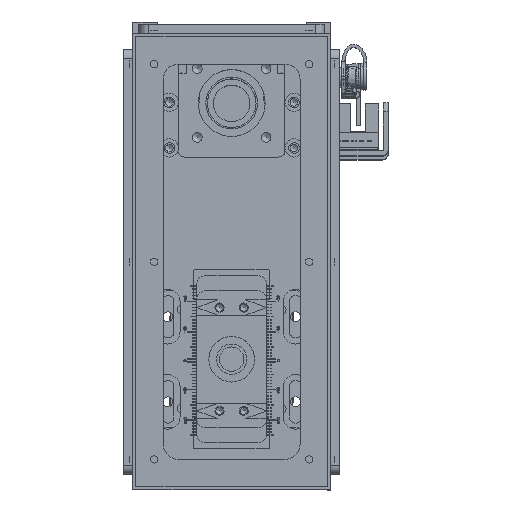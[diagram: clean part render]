
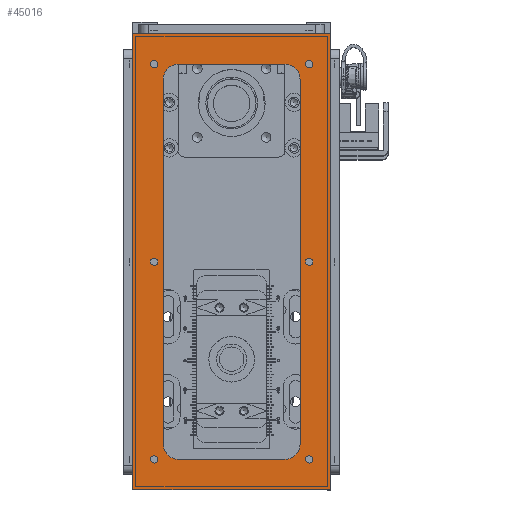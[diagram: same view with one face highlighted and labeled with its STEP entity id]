
A CAD part, top view. The second image highlights one B-rep face of the part: STEP entity #45016.
In plain terms, the highlighted planar face has unit normal (0, 0, 1).
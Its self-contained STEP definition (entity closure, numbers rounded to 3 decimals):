
#1519=FACE_BOUND('',#8698,.T.);
#1520=FACE_BOUND('',#8699,.T.);
#1521=FACE_BOUND('',#8700,.T.);
#1522=FACE_BOUND('',#8701,.T.);
#1523=FACE_BOUND('',#8702,.T.);
#1524=FACE_BOUND('',#8703,.T.);
#1525=FACE_BOUND('',#8704,.T.);
#3082=PLANE('',#48949);
#5929=FACE_OUTER_BOUND('',#8697,.T.);
#8697=EDGE_LOOP('',(#42493,#42494,#42495,#42496));
#8698=EDGE_LOOP('',(#42497));
#8699=EDGE_LOOP('',(#42498));
#8700=EDGE_LOOP('',(#42499));
#8701=EDGE_LOOP('',(#42500));
#8702=EDGE_LOOP('',(#42501));
#8703=EDGE_LOOP('',(#42502));
#8704=EDGE_LOOP('',(#42503,#42504,#42505,#42506,#42507,#42508,#42509,#42510));
#13392=LINE('',#75431,#18207);
#13398=LINE('',#75446,#18213);
#13402=LINE('',#75458,#18217);
#13405=LINE('',#75467,#18220);
#13514=LINE('',#75832,#18329);
#13518=LINE('',#75840,#18333);
#13521=LINE('',#75846,#18336);
#13524=LINE('',#75851,#18339);
#18207=VECTOR('',#60466,10.);
#18213=VECTOR('',#60480,10.);
#18217=VECTOR('',#60492,10.);
#18220=VECTOR('',#60503,10.);
#18329=VECTOR('',#60880,10.);
#18333=VECTOR('',#60886,10.);
#18336=VECTOR('',#60891,10.);
#18339=VECTOR('',#60896,10.);
#19502=CIRCLE('',#48796,5.);
#19504=CIRCLE('',#48800,5.);
#19506=CIRCLE('',#48804,5.);
#19508=CIRCLE('',#48808,5.);
#19522=CIRCLE('',#48830,1.23);
#19524=CIRCLE('',#48833,1.23);
#19526=CIRCLE('',#48836,1.23);
#19528=CIRCLE('',#48839,1.23);
#19530=CIRCLE('',#48842,1.23);
#19532=CIRCLE('',#48845,1.23);
#23595=VERTEX_POINT('',#75421);
#23596=VERTEX_POINT('',#75422);
#23599=VERTEX_POINT('',#75430);
#23601=VERTEX_POINT('',#75436);
#23602=VERTEX_POINT('',#75437);
#23605=VERTEX_POINT('',#75448);
#23606=VERTEX_POINT('',#75449);
#23609=VERTEX_POINT('',#75460);
#23623=VERTEX_POINT('',#75505);
#23625=VERTEX_POINT('',#75511);
#23627=VERTEX_POINT('',#75517);
#23629=VERTEX_POINT('',#75523);
#23631=VERTEX_POINT('',#75529);
#23633=VERTEX_POINT('',#75535);
#23731=VERTEX_POINT('',#75830);
#23732=VERTEX_POINT('',#75831);
#23735=VERTEX_POINT('',#75839);
#23737=VERTEX_POINT('',#75845);
#29785=EDGE_CURVE('',#23595,#23596,#19502,.T.);
#29789=EDGE_CURVE('',#23599,#23596,#13392,.T.);
#29792=EDGE_CURVE('',#23601,#23602,#19504,.T.);
#29797=EDGE_CURVE('',#23595,#23602,#13398,.T.);
#29798=EDGE_CURVE('',#23605,#23606,#19506,.T.);
#29803=EDGE_CURVE('',#23601,#23606,#13402,.T.);
#29804=EDGE_CURVE('',#23599,#23609,#19508,.T.);
#29808=EDGE_CURVE('',#23605,#23609,#13405,.T.);
#29827=EDGE_CURVE('',#23623,#23623,#19522,.T.);
#29830=EDGE_CURVE('',#23625,#23625,#19524,.T.);
#29833=EDGE_CURVE('',#23627,#23627,#19526,.T.);
#29836=EDGE_CURVE('',#23629,#23629,#19528,.T.);
#29839=EDGE_CURVE('',#23631,#23631,#19530,.T.);
#29842=EDGE_CURVE('',#23633,#23633,#19532,.T.);
#29989=EDGE_CURVE('',#23731,#23732,#13514,.T.);
#29993=EDGE_CURVE('',#23735,#23731,#13518,.T.);
#29996=EDGE_CURVE('',#23737,#23735,#13521,.T.);
#29999=EDGE_CURVE('',#23732,#23737,#13524,.T.);
#42493=ORIENTED_EDGE('',*,*,#29999,.F.);
#42494=ORIENTED_EDGE('',*,*,#29989,.F.);
#42495=ORIENTED_EDGE('',*,*,#29993,.F.);
#42496=ORIENTED_EDGE('',*,*,#29996,.F.);
#42497=ORIENTED_EDGE('',*,*,#29827,.T.);
#42498=ORIENTED_EDGE('',*,*,#29830,.T.);
#42499=ORIENTED_EDGE('',*,*,#29833,.T.);
#42500=ORIENTED_EDGE('',*,*,#29836,.T.);
#42501=ORIENTED_EDGE('',*,*,#29839,.T.);
#42502=ORIENTED_EDGE('',*,*,#29842,.T.);
#42503=ORIENTED_EDGE('',*,*,#29789,.T.);
#42504=ORIENTED_EDGE('',*,*,#29785,.F.);
#42505=ORIENTED_EDGE('',*,*,#29797,.T.);
#42506=ORIENTED_EDGE('',*,*,#29792,.F.);
#42507=ORIENTED_EDGE('',*,*,#29803,.T.);
#42508=ORIENTED_EDGE('',*,*,#29798,.F.);
#42509=ORIENTED_EDGE('',*,*,#29808,.T.);
#42510=ORIENTED_EDGE('',*,*,#29804,.F.);
#45016=ADVANCED_FACE('',(#5929,#1519,#1520,#1521,#1522,#1523,#1524,#1525),
#3082,.T.);
#48796=AXIS2_PLACEMENT_3D('',#75423,#60458,#60459);
#48800=AXIS2_PLACEMENT_3D('',#75438,#60471,#60472);
#48804=AXIS2_PLACEMENT_3D('',#75450,#60483,#60484);
#48808=AXIS2_PLACEMENT_3D('',#75461,#60495,#60496);
#48830=AXIS2_PLACEMENT_3D('',#75506,#60548,#60549);
#48833=AXIS2_PLACEMENT_3D('',#75512,#60555,#60556);
#48836=AXIS2_PLACEMENT_3D('',#75518,#60562,#60563);
#48839=AXIS2_PLACEMENT_3D('',#75524,#60569,#60570);
#48842=AXIS2_PLACEMENT_3D('',#75530,#60576,#60577);
#48845=AXIS2_PLACEMENT_3D('',#75536,#60583,#60584);
#48949=AXIS2_PLACEMENT_3D('',#75854,#60900,#60901);
#60458=DIRECTION('center_axis',(0.,0.,1.));
#60459=DIRECTION('ref_axis',(0.707,0.707,0.));
#60466=DIRECTION('',(1.,0.,0.));
#60471=DIRECTION('center_axis',(0.,0.,1.));
#60472=DIRECTION('ref_axis',(0.707,-0.707,0.));
#60480=DIRECTION('',(0.,-1.,0.));
#60483=DIRECTION('center_axis',(0.,0.,1.));
#60484=DIRECTION('ref_axis',(-0.707,-0.707,0.));
#60492=DIRECTION('',(-1.,0.,0.));
#60495=DIRECTION('center_axis',(0.,0.,1.));
#60496=DIRECTION('ref_axis',(-0.707,0.707,0.));
#60503=DIRECTION('',(0.,1.,0.));
#60548=DIRECTION('center_axis',(0.,0.,-1.));
#60549=DIRECTION('ref_axis',(1.,0.,0.));
#60555=DIRECTION('center_axis',(0.,0.,-1.));
#60556=DIRECTION('ref_axis',(1.,0.,0.));
#60562=DIRECTION('center_axis',(0.,0.,-1.));
#60563=DIRECTION('ref_axis',(1.,0.,0.));
#60569=DIRECTION('center_axis',(0.,0.,-1.));
#60570=DIRECTION('ref_axis',(1.,0.,0.));
#60576=DIRECTION('center_axis',(0.,0.,-1.));
#60577=DIRECTION('ref_axis',(1.,0.,0.));
#60583=DIRECTION('center_axis',(0.,0.,-1.));
#60584=DIRECTION('ref_axis',(1.,0.,0.));
#60880=DIRECTION('',(0.,1.,0.));
#60886=DIRECTION('',(-1.,0.,0.));
#60891=DIRECTION('',(0.,-1.,0.));
#60896=DIRECTION('',(1.,0.,0.));
#60900=DIRECTION('center_axis',(0.,0.,1.));
#60901=DIRECTION('ref_axis',(1.,0.,0.));
#75421=CARTESIAN_POINT('',(65.,17.5,0.));
#75422=CARTESIAN_POINT('',(60.,22.5,0.));
#75423=CARTESIAN_POINT('Origin',(60.,17.5,0.));
#75430=CARTESIAN_POINT('',(-60.,22.5,0.));
#75431=CARTESIAN_POINT('',(-32.5,22.5,0.));
#75436=CARTESIAN_POINT('',(60.,-22.5,0.));
#75437=CARTESIAN_POINT('',(65.,-17.5,0.));
#75438=CARTESIAN_POINT('Origin',(60.,-17.5,0.));
#75446=CARTESIAN_POINT('',(65.,11.25,0.));
#75448=CARTESIAN_POINT('',(-65.,-17.5,0.));
#75449=CARTESIAN_POINT('',(-60.,-22.5,0.));
#75450=CARTESIAN_POINT('Origin',(-60.,-17.5,0.));
#75458=CARTESIAN_POINT('',(32.5,-22.5,0.));
#75460=CARTESIAN_POINT('',(-65.,17.5,0.));
#75461=CARTESIAN_POINT('Origin',(-60.,17.5,0.));
#75467=CARTESIAN_POINT('',(-65.,-11.25,0.));
#75505=CARTESIAN_POINT('',(-1.23,25.5,0.));
#75506=CARTESIAN_POINT('Origin',(0.,25.5,0.));
#75511=CARTESIAN_POINT('',(63.771,-25.5,0.));
#75512=CARTESIAN_POINT('Origin',(65.,-25.5,0.));
#75517=CARTESIAN_POINT('',(-66.23,25.5,0.));
#75518=CARTESIAN_POINT('Origin',(-65.,25.5,0.));
#75523=CARTESIAN_POINT('',(-66.23,-25.5,0.));
#75524=CARTESIAN_POINT('Origin',(-65.,-25.5,0.));
#75529=CARTESIAN_POINT('',(63.771,25.5,0.));
#75530=CARTESIAN_POINT('Origin',(65.,25.5,0.));
#75535=CARTESIAN_POINT('',(-1.23,-25.5,0.));
#75536=CARTESIAN_POINT('Origin',(0.,-25.5,0.));
#75830=CARTESIAN_POINT('',(-75.,-32.5,0.));
#75831=CARTESIAN_POINT('',(-75.,32.5,0.));
#75832=CARTESIAN_POINT('',(-75.,-32.5,0.));
#75839=CARTESIAN_POINT('',(75.,-32.5,0.));
#75840=CARTESIAN_POINT('',(75.,-32.5,0.));
#75845=CARTESIAN_POINT('',(75.,32.5,0.));
#75846=CARTESIAN_POINT('',(75.,32.5,0.));
#75851=CARTESIAN_POINT('',(-75.,32.5,0.));
#75854=CARTESIAN_POINT('Origin',(0.,0.,0.));
